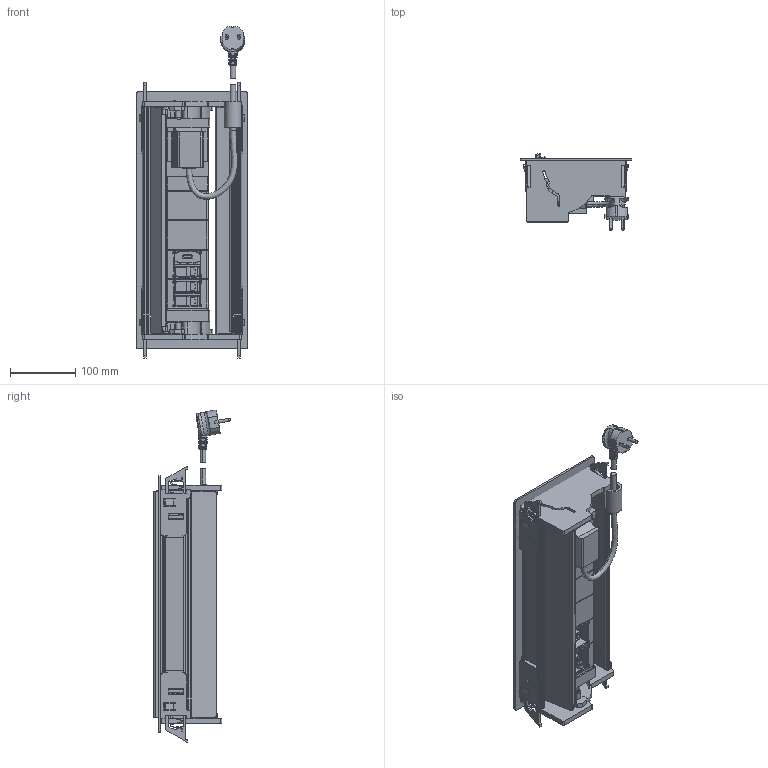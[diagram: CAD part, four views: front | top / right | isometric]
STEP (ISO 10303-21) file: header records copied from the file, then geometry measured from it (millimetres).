
FILE_DESCRIPTION(('CATIA V5 STEP Exchange','CAx-IF Rec.Pracs.--- Model Styling and Organization---1.5--- 2016-08-15','CAx-IF Rec.Pracs.---Supplemental Geometry---1.0---2011-11-01','CAx-IF Rec.Pracs.--- Composite Materials ---1.1---2010-07-15'),'2;1');
FILE_NAME('LG-654857_AllCATPart.stp','2023-04-28T07:23:34+00:00',('none'),('none'),'CATIA Version 5-6 Release 2020 SP3','CATIA V5 STEP AP214 v2','none');
FILE_SCHEMA(('AUTOMOTIVE_DESIGN { 1 0 10303 214 1 1 1 1 }'));
Products named in the file (1): LG-654857_AllCATPart
Bounding box: 170 x 117.76 x 507.49 mm (x, y, z)
Volume: 1025183.9 mm3; surface area: 765792.3 mm2
Topology: 62 solids, 62 shells, 3223 faces, 8723 edges, 5659 vertices
Faces by surface type: plane 2124, cylinder 870, bspline 73, sphere 58, torus 53, extrusion 28, cone 15, revolution 2
Entity records: 102684 total; most frequent: CARTESIAN_POINT 25351, ORIENTED_EDGE 17330, DIRECTION 13284, EDGE_CURVE 8665, VECTOR 6401, LINE 6373, VERTEX_POINT 5659, AXIS2_PLACEMENT_3D 4227
